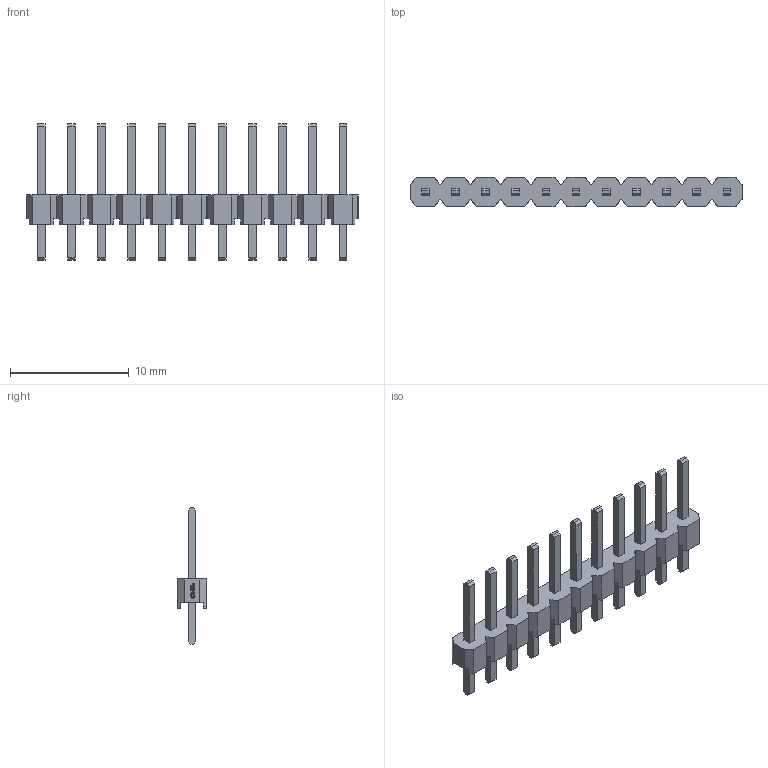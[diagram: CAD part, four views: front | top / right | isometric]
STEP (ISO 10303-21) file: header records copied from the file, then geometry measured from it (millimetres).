
FILE_DESCRIPTION (( 'STEP AP214' ), '1' );
FILE_NAME ('HDR-TH_11P-P2.54-M-LI-1X11P.step', '2022-07-02T11:27:21', ( '' ), ( '' ), 'SwSTEP 2.0', 'SolidWorks 2020', '' );
FILE_SCHEMA (( 'AUTOMOTIVE_DESIGN' ));
Length unit declared in the file: millimetre
Products named in the file (1): HDR-TH_11P-P2.54-M-LI-1X11P
Bounding box: 27.95 x 2.5 x 11.5 mm (x, y, z)
Volume: 173.2 mm3; surface area: 579.1 mm2
Topology: 1 solids, 1 shells, 576 faces, 1578 edges, 1052 vertices
Faces by surface type: plane 462, bspline 114
Entity records: 23390 total; most frequent: CARTESIAN_POINT 5569, ORIENTED_EDGE 3156, DIRECTION 2272, EDGE_CURVE 1578, LINE 1346, VECTOR 1346, VERTEX_POINT 1052, EDGE_LOOP 624
